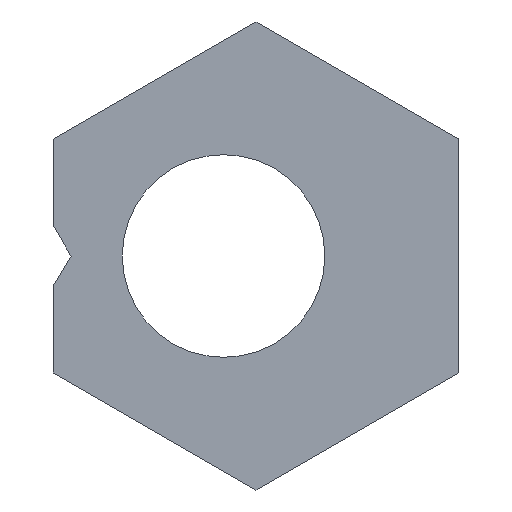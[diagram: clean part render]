
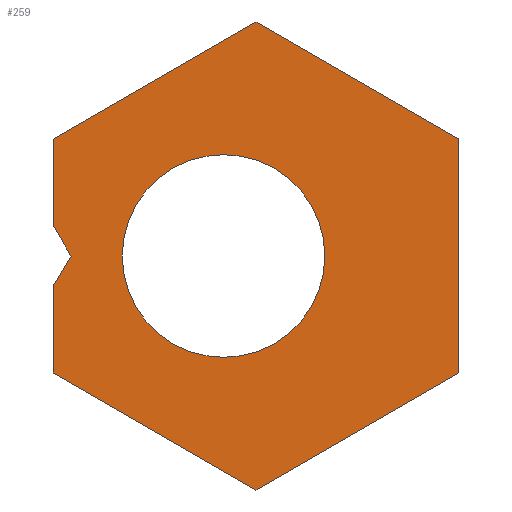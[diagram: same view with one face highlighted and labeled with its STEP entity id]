
A CAD part, front view. The second image highlights one B-rep face of the part: STEP entity #259.
In plain terms, the highlighted planar face has unit normal (0, -1, 0).
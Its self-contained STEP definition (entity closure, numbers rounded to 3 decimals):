
#17=FACE_BOUND('',#60,.T.);
#29=PLANE('',#291);
#43=FACE_OUTER_BOUND('',#59,.T.);
#59=EDGE_LOOP('',(#234,#235,#236,#237,#238,#239,#240,#241,#242));
#60=EDGE_LOOP('',(#243));
#65=LINE('',#380,#94);
#68=LINE('',#386,#97);
#71=LINE('',#392,#100);
#74=LINE('',#398,#103);
#77=LINE('',#404,#106);
#80=LINE('',#410,#109);
#83=LINE('',#416,#112);
#86=LINE('',#422,#115);
#89=LINE('',#426,#118);
#94=VECTOR('',#314,10.);
#97=VECTOR('',#319,10.);
#100=VECTOR('',#324,10.);
#103=VECTOR('',#329,10.);
#106=VECTOR('',#334,10.);
#109=VECTOR('',#339,10.);
#112=VECTOR('',#344,10.);
#115=VECTOR('',#349,10.);
#118=VECTOR('',#354,10.);
#122=CIRCLE('',#279,2.5);
#126=VERTEX_POINT('',#369);
#129=VERTEX_POINT('',#377);
#130=VERTEX_POINT('',#379);
#132=VERTEX_POINT('',#385);
#134=VERTEX_POINT('',#391);
#136=VERTEX_POINT('',#397);
#138=VERTEX_POINT('',#403);
#140=VERTEX_POINT('',#409);
#142=VERTEX_POINT('',#415);
#144=VERTEX_POINT('',#421);
#150=EDGE_CURVE('',#126,#126,#122,.T.);
#153=EDGE_CURVE('',#130,#129,#65,.T.);
#156=EDGE_CURVE('',#132,#130,#68,.T.);
#159=EDGE_CURVE('',#134,#132,#71,.T.);
#162=EDGE_CURVE('',#136,#134,#74,.T.);
#165=EDGE_CURVE('',#138,#136,#77,.T.);
#168=EDGE_CURVE('',#140,#138,#80,.T.);
#171=EDGE_CURVE('',#142,#140,#83,.T.);
#174=EDGE_CURVE('',#144,#142,#86,.T.);
#177=EDGE_CURVE('',#129,#144,#89,.T.);
#234=ORIENTED_EDGE('',*,*,#177,.T.);
#235=ORIENTED_EDGE('',*,*,#174,.T.);
#236=ORIENTED_EDGE('',*,*,#171,.T.);
#237=ORIENTED_EDGE('',*,*,#168,.T.);
#238=ORIENTED_EDGE('',*,*,#165,.T.);
#239=ORIENTED_EDGE('',*,*,#162,.T.);
#240=ORIENTED_EDGE('',*,*,#159,.T.);
#241=ORIENTED_EDGE('',*,*,#156,.T.);
#242=ORIENTED_EDGE('',*,*,#153,.T.);
#243=ORIENTED_EDGE('',*,*,#150,.T.);
#259=ADVANCED_FACE('',(#43,#17),#29,.F.);
#279=AXIS2_PLACEMENT_3D('',#371,#306,#307);
#291=AXIS2_PLACEMENT_3D('',#428,#357,#358);
#306=DIRECTION('center_axis',(0.,1.,0.));
#307=DIRECTION('ref_axis',(1.,0.,0.));
#314=DIRECTION('',(-0.866,0.,-0.5));
#319=DIRECTION('',(-0.866,0.,0.5));
#324=DIRECTION('',(0.,0.,1.));
#329=DIRECTION('',(0.866,0.,0.5));
#334=DIRECTION('',(0.866,0.,-0.5));
#339=DIRECTION('',(0.,0.,-1.));
#344=DIRECTION('',(-0.516,0.,-0.856));
#349=DIRECTION('',(0.501,0.,-0.865));
#354=DIRECTION('',(0.,0.,-1.));
#357=DIRECTION('center_axis',(0.,1.,0.));
#358=DIRECTION('ref_axis',(1.,0.,0.));
#369=CARTESIAN_POINT('',(16.178,-6.,1.432));
#371=CARTESIAN_POINT('Origin',(18.678,-6.,1.432));
#377=CARTESIAN_POINT('',(14.478,-6.,4.318));
#379=CARTESIAN_POINT('',(19.478,-6.,7.205));
#380=CARTESIAN_POINT('',(14.478,-6.,4.318));
#385=CARTESIAN_POINT('',(24.478,-6.,4.318));
#386=CARTESIAN_POINT('',(19.478,-6.,7.205));
#391=CARTESIAN_POINT('',(24.478,-6.,-1.455));
#392=CARTESIAN_POINT('',(24.478,-6.,4.318));
#397=CARTESIAN_POINT('',(19.478,-6.,-4.342));
#398=CARTESIAN_POINT('',(24.478,-6.,-1.455));
#403=CARTESIAN_POINT('',(14.478,-6.,-1.455));
#404=CARTESIAN_POINT('',(19.478,-6.,-4.342));
#409=CARTESIAN_POINT('',(14.478,-6.,0.704));
#410=CARTESIAN_POINT('',(14.478,-6.,-1.455));
#415=CARTESIAN_POINT('',(14.915,-6.,1.428));
#416=CARTESIAN_POINT('',(14.465,-6.,0.682));
#421=CARTESIAN_POINT('',(14.478,-6.,2.182));
#422=CARTESIAN_POINT('',(14.478,-6.,2.182));
#426=CARTESIAN_POINT('',(14.478,-6.,-1.455));
#428=CARTESIAN_POINT('Origin',(19.478,-6.,1.432));
